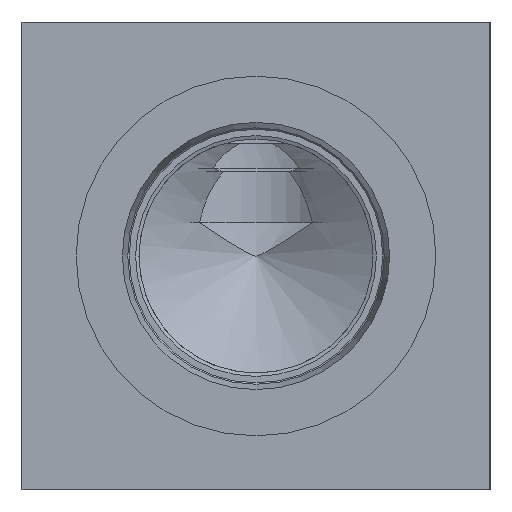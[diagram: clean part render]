
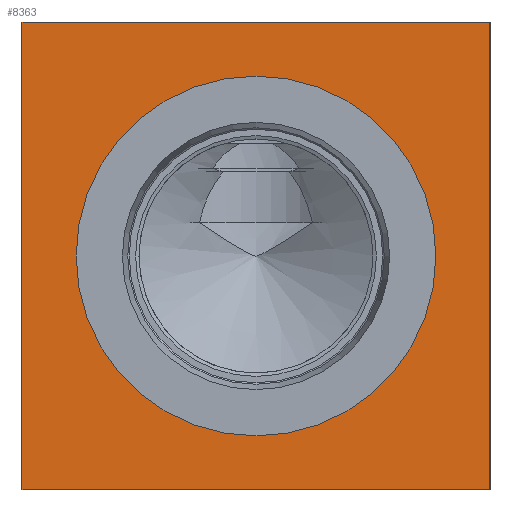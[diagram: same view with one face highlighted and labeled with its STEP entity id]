
A CAD part, left-side view. The second image highlights one B-rep face of the part: STEP entity #8363.
In plain terms, the highlighted planar face has unit normal (-1, 0, 0).
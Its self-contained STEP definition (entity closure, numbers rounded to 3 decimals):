
#297=CIRCLE('',#8873,29.286);
#298=CIRCLE('',#8874,29.286);
#359=FACE_BOUND('',#1643,.T.);
#1157=FACE_OUTER_BOUND('',#1642,.T.);
#1642=EDGE_LOOP('',(#7374,#7375,#7376,#7377));
#1643=EDGE_LOOP('',(#7378,#7379));
#1909=LINE('',#12909,#2639);
#2381=LINE('',#14710,#3111);
#2382=LINE('',#14711,#3112);
#2383=LINE('',#14712,#3113);
#2639=VECTOR('',#9263,10.);
#3111=VECTOR('',#10627,10.);
#3112=VECTOR('',#10628,10.);
#3113=VECTOR('',#10629,10.);
#3421=VERTEX_POINT('',#12902);
#3424=VERTEX_POINT('',#12907);
#3886=VERTEX_POINT('',#14679);
#3887=VERTEX_POINT('',#14680);
#3896=VERTEX_POINT('',#14708);
#3897=VERTEX_POINT('',#14709);
#4356=EDGE_CURVE('',#3424,#3421,#1909,.T.);
#5049=EDGE_CURVE('',#3886,#3887,#297,.T.);
#5050=EDGE_CURVE('',#3887,#3886,#298,.T.);
#5063=EDGE_CURVE('',#3896,#3897,#2381,.T.);
#5064=EDGE_CURVE('',#3897,#3421,#2382,.T.);
#5065=EDGE_CURVE('',#3896,#3424,#2383,.T.);
#7374=ORIENTED_EDGE('',*,*,#5063,.T.);
#7375=ORIENTED_EDGE('',*,*,#5064,.T.);
#7376=ORIENTED_EDGE('',*,*,#4356,.F.);
#7377=ORIENTED_EDGE('',*,*,#5065,.F.);
#7378=ORIENTED_EDGE('',*,*,#5049,.T.);
#7379=ORIENTED_EDGE('',*,*,#5050,.T.);
#7628=PLANE('',#8887);
#8363=ADVANCED_FACE('',(#1157,#359),#7628,.T.);
#8873=AXIS2_PLACEMENT_3D('',#14681,#10593,#10594);
#8874=AXIS2_PLACEMENT_3D('',#14682,#10595,#10596);
#8887=AXIS2_PLACEMENT_3D('',#14707,#10625,#10626);
#9263=DIRECTION('',(0.,-1.,0.));
#10593=DIRECTION('center_axis',(1.,0.,0.));
#10594=DIRECTION('ref_axis',(0.,0.,1.));
#10595=DIRECTION('center_axis',(1.,0.,0.));
#10596=DIRECTION('ref_axis',(0.,0.,1.));
#10625=DIRECTION('center_axis',(-1.,0.,0.));
#10626=DIRECTION('ref_axis',(0.,-1.,0.));
#10627=DIRECTION('',(0.,-1.,0.));
#10628=DIRECTION('',(0.,0.,1.));
#10629=DIRECTION('',(0.,0.,1.));
#12902=CARTESIAN_POINT('',(0.,0.,76.2));
#12907=CARTESIAN_POINT('',(0.,76.2,76.2));
#12909=CARTESIAN_POINT('',(0.,76.2,76.2));
#14679=CARTESIAN_POINT('',(0.,38.1,67.386));
#14680=CARTESIAN_POINT('',(0.,38.1,8.814));
#14681=CARTESIAN_POINT('Origin',(0.,38.1,38.1));
#14682=CARTESIAN_POINT('Origin',(0.,38.1,38.1));
#14707=CARTESIAN_POINT('Origin',(0.,76.2,0.));
#14708=CARTESIAN_POINT('',(0.,76.2,0.));
#14709=CARTESIAN_POINT('',(0.,0.,0.));
#14710=CARTESIAN_POINT('',(0.,76.2,0.));
#14711=CARTESIAN_POINT('',(0.,0.,0.));
#14712=CARTESIAN_POINT('',(0.,76.2,0.));
